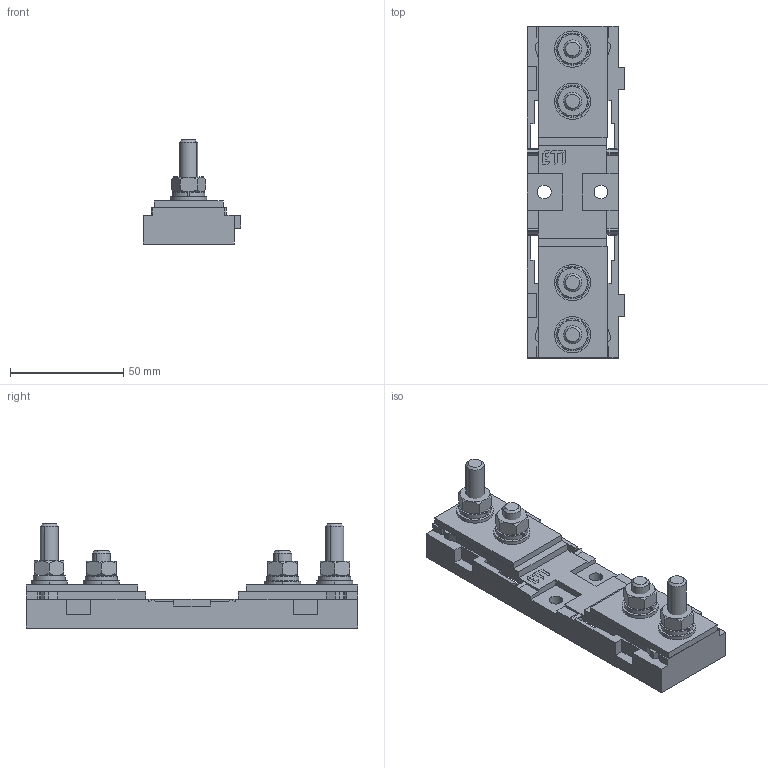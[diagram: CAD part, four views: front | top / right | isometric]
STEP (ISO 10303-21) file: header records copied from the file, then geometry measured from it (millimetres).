
FILE_DESCRIPTION((''),'2;1');
FILE_NAME('U5911001_L_NH-SICHERUNGSUNTERTE_ASM','2021-04-19T',('marketing.praksa'),('Audax d.o.o.'),'CREO PARAMETRIC BY PTC INC, 2017480','CREO PARAMETRIC BY PTC INC, 2017480','');
FILE_SCHEMA(('AUTOMOTIVE_DESIGN { 1 0 10303 214 1 1 1 1 }'));
Length unit declared in the file: millimetre
Products named in the file (9): 67469_SECHSKANTSCHRAUBE_M8X30_3; 68209_SECHSKANTSCHRAUBE_DIN93_3; 66112_SECHSKANTMUTTER_M8_1_2; 66812_FEDERRING_DIN_127_A8_1_2; 66612_SCHEIBE_1_2; U5911001_03_ANSCHLUSSLASCHE_1_2; PRT0129; PRT0001; U5911001_L_NH-SICHERUNGSUNTERTE_ASM
Assembly tree (20 placements, depth 2):
  U5911001_L_NH-SICHERUNGSUNTERTE_ASM
    67469_SECHSKANTSCHRAUBE_M8X30_3  x2
    68209_SECHSKANTSCHRAUBE_DIN93_3  x2
    66112_SECHSKANTMUTTER_M8_1_2  x4
    66812_FEDERRING_DIN_127_A8_1_2  x4
    66612_SCHEIBE_1_2  x4
    U5911001_03_ANSCHLUSSLASCHE_1_2  x2
    PRT0129
    PRT0001
Bounding box: 43.2 x 146.4 x 45.9 mm (x, y, z)
Volume: 72857.2 mm3; surface area: 41669.1 mm2
Topology: 22 solids, 22 shells, 518 faces, 1432 edges, 968 vertices
Faces by surface type: plane 330, cylinder 116, cone 72
Entity records: 18825 total; most frequent: CARTESIAN_POINT 2503, ORIENTED_EDGE 2092, DIRECTION 2014, PRESENTATION_STYLE_ASSIGNMENT 1426, STYLED_ITEM 1426, CURVE_STYLE 1046, EDGE_CURVE 1046, VECTOR 796
